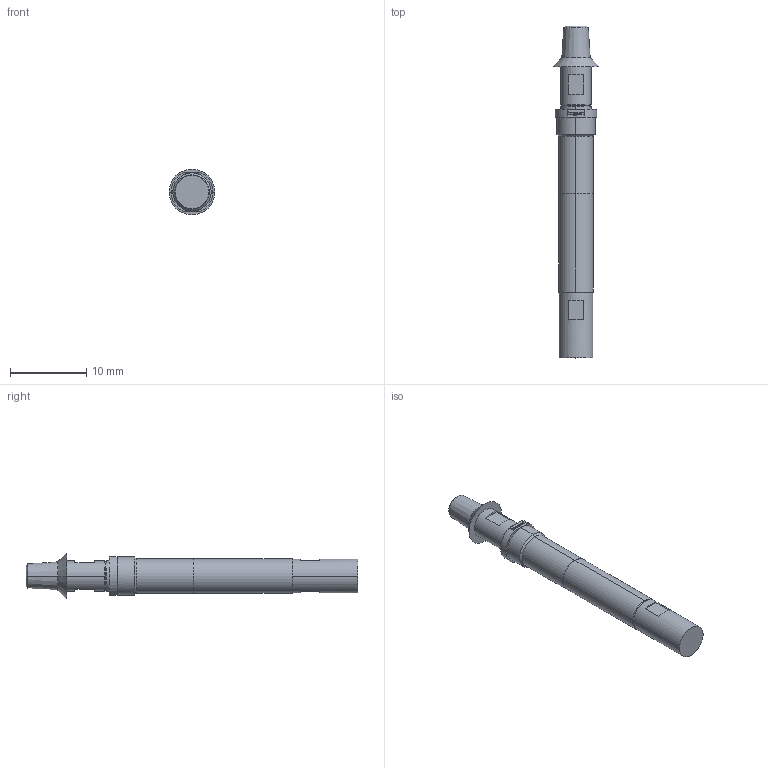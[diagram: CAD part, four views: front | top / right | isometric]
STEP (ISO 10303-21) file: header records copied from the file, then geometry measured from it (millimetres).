
FILE_DESCRIPTION (( 'STEP AP203' ), '1' );
FILE_NAME ('INGUN_HFS-8x0_308_080_A_xx42_ZE3_M.STEP', '2022-04-26T12:37:59', ( 'ochi' ), ( '' ), 'SwSTEP 2.0', 'SolidWorks 2018', '' );
FILE_SCHEMA (( 'CONFIG_CONTROL_DESIGN' ));
Length unit declared in the file: millimetre
Products named in the file (1): INGUN_HFS-8x0_308_080_A_xx42_ZE3_M
Bounding box: 6 x 43.4 x 6 mm (x, y, z)
Volume: 640.3 mm3; surface area: 684.5 mm2
Topology: 1 solids, 1 shells, 128 faces, 298 edges, 189 vertices
Faces by surface type: plane 65, cylinder 23, bspline 22, cone 18
Entity records: 4065 total; most frequent: CARTESIAN_POINT 1231, ORIENTED_EDGE 592, DIRECTION 504, EDGE_CURVE 296, VERTEX_POINT 189, AXIS2_PLACEMENT_3D 178, LINE 148, VECTOR 148
